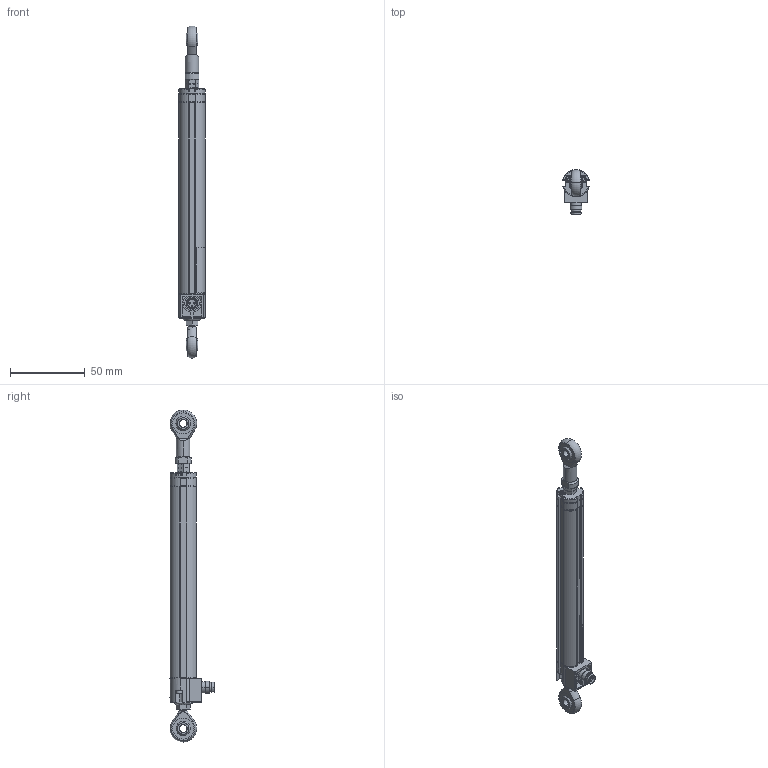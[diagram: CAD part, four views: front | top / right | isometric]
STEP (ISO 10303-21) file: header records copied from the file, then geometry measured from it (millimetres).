
FILE_DESCRIPTION (( 'STEP AP214' ), '1' );
FILE_NAME ('TEX-0100-415-002-101_retracted.STEP', '2014-07-09T08:49:10', ( 'dummy' ), ( 'Microsoft' ), 'SwSTEP 2.0', 'SolidWorks 2013', '' );
FILE_SCHEMA (( 'AUTOMOTIVE_DESIGN' ));
Length unit declared in the file: millimetre
Products named in the file (1): TEX-0100-415-002-101_retracted
Bounding box: 17.55 x 29.67 x 221.67 mm (x, y, z)
Surface area: 16672.5 mm2 (no closed solid volume)
Topology: 0 solids, 28 shells, 498 faces, 1706 edges, 1213 vertices
Faces by surface type: plane 219, cylinder 178, cone 48, torus 30, bspline 13, sphere 10
Entity records: 24387 total; most frequent: CARTESIAN_POINT 4301, DIRECTION 3178, ORIENTED_EDGE 2677, EDGE_CURVE 1692, VERTEX_POINT 1207, AXIS2_PLACEMENT_3D 1134, VECTOR 910, LINE 910
